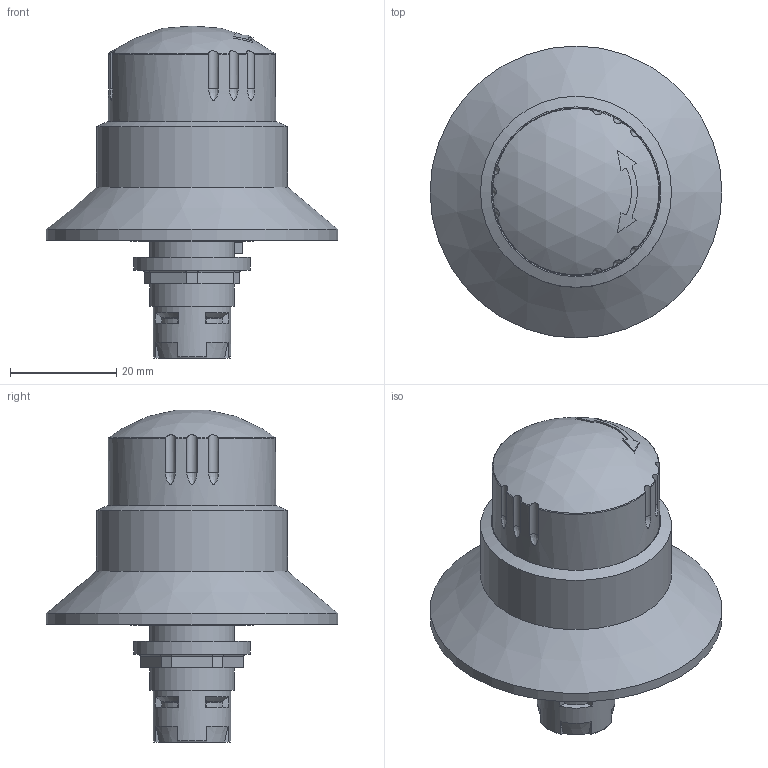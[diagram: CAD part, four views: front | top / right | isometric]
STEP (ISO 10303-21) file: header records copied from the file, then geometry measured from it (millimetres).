
FILE_DESCRIPTION(/* description */ (''),/* implementation_level */ '2;1');
FILE_NAME(/* name */ 'RXBUV_ipt_.stp',/* time_stamp */ '2017-08-18T07:39:41+02:00',/* author */ ('mharscher'),/* organization */ (''),/* preprocessor_version */ 'ST-DEVELOPER v16.1',/* originating_system */ 'Autodesk Inventor 2016',/* authorisation */ '');
FILE_SCHEMA (('AUTOMOTIVE_DESIGN { 1 0 10303 214 3 1 1 }'));
Length unit declared in the file: millimetre
Products named in the file (1): RXBUV_ipt
Bounding box: 55 x 55 x 62.55 mm (x, y, z)
Volume: 38867.2 mm3; surface area: 11682.5 mm2
Topology: 1 solids, 1 shells, 179 faces, 452 edges, 294 vertices
Faces by surface type: plane 80, cylinder 48, torus 21, cone 19, bspline 9, sphere 2
Full cylindrical faces by diameter (mm): 12.1 x1, 14.65 x1, 16 x2, 16.15 x1, 16.5 x1, 19.5 x1, 22 x1, 23 x1, 28.3 x1, 31.5 x1, 31.55 x1, 32 x1, 33.6 x1, 36 x1, 52 x1, 55 x1
Entity records: 5789 total; most frequent: CARTESIAN_POINT 1732, ORIENTED_EDGE 826, DIRECTION 822, EDGE_CURVE 413, AXIS2_PLACEMENT_3D 322, VERTEX_POINT 284, EDGE_LOOP 227, FACE_OUTER_BOUND 179
